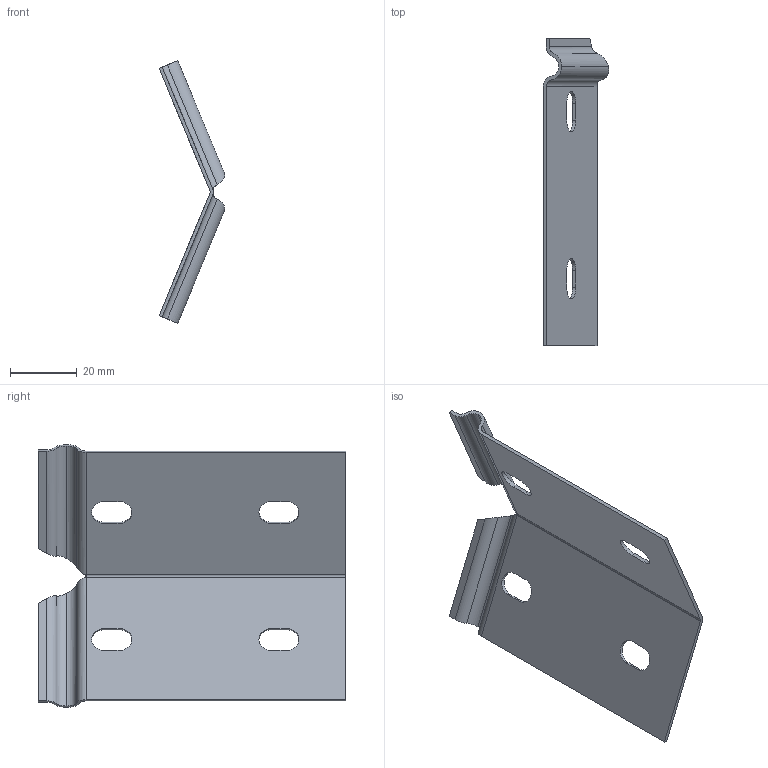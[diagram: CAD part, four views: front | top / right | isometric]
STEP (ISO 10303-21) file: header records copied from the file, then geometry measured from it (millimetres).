
FILE_DESCRIPTION(/* description */ (''),/* implementation_level */ '2;1');
FILE_NAME(/* name */ 'SP(1.2.3)Nlplus 100.ipt.stp',/* time_stamp */ '2023-05-26T09:30:35+03:00',/* author */ ('Ртищев А.О.'),/* organization */ (''),/* preprocessor_version */ 'ST-DEVELOPER v19.2',/* originating_system */ 'Autodesk Inventor 2023',/* authorisation */ '');
FILE_SCHEMA (('AUTOMOTIVE_DESIGN { 1 0 10303 214 3 1 1 }'));
Length unit declared in the file: millimetre
Products named in the file (1): Соединительная пластина 
изменяемая для 
борта 100мм "ПЛЮС"
Bounding box: 19.63 x 92 x 78.54 mm (x, y, z)
Volume: 7279.6 mm3; surface area: 15066.3 mm2
Topology: 1 solids, 1 shells, 55 faces, 147 edges, 94 vertices
Faces by surface type: cylinder 26, plane 23, torus 4, bspline 2
Entity records: 1865 total; most frequent: CARTESIAN_POINT 339, DIRECTION 309, ORIENTED_EDGE 294, EDGE_CURVE 147, AXIS2_PLACEMENT_3D 112, VERTEX_POINT 94, LINE 85, VECTOR 85
